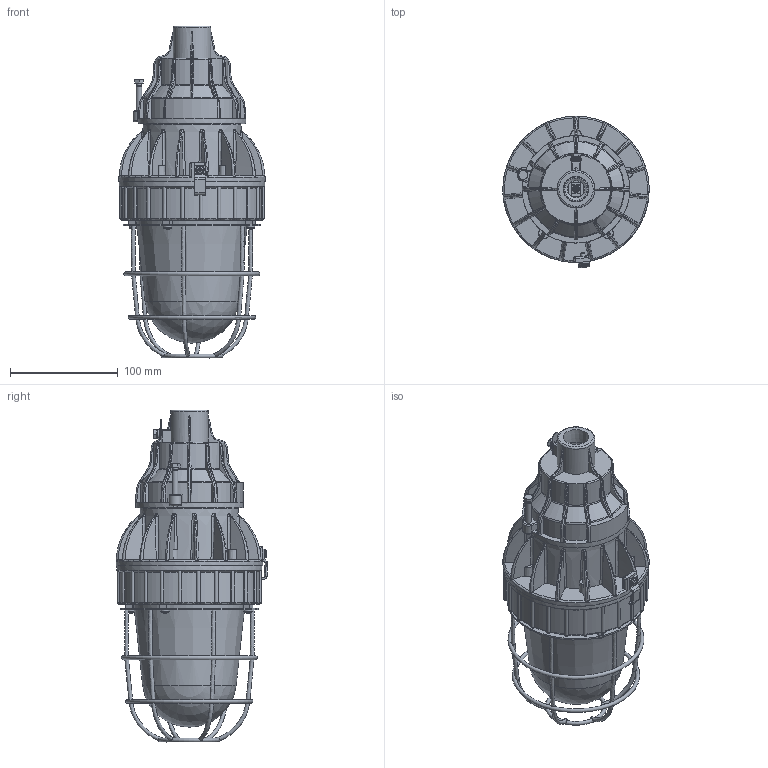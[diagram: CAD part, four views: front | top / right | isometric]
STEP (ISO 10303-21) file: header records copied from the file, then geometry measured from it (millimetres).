
FILE_DESCRIPTION((''),'2;1');
FILE_NAME('СГЖ01-1240С_Т_12DC.stp','2017-04-17T11:35:52',('A.I.Eshenko'),(''),'Autodesk Inventor 2012','Autodesk Inventor 2012','');
FILE_SCHEMA(('AUTOMOTIVE_DESIGN { 1 0 10303 214 1 1 1 1 }'));
Length unit declared in the file: millimetre
Products named in the file (1): СГЖ01-1240С_Т_12DC_Внешний контур_1
Bounding box: 136 x 140.89 x 308.55 mm (x, y, z)
Surface area: 334249.3 mm2 (no closed solid volume)
Topology: 0 solids, 80 shells, 1724 faces, 4098 edges, 2571 vertices
Faces by surface type: plane 696, bspline 461, cylinder 226, cone 183, torus 116, sphere 36, revolution 6
Full cylindrical faces by diameter (mm): 3.2 x13, 3.5 x1, 3.621 x5, 3.9 x4, 4 x6, 4.134 x3, 4.567 x2, 5 x6, 5.1 x1, 5.2 x2, 6 x3, 6.5 x1, 6.7 x2, 9 x2, 9.8 x2, 12 x2, 14 x2, 16 x1, 18.7 x3, 22.631 x1, 23.35 x1, 35 x1, 59 x3, 61.671 x1, 64.5 x1, 79.4 x1, 80 x1, 81.8 x1, 82.7 x1, 85.6 x1
Entity records: 78266 total; most frequent: CARTESIAN_POINT 41612, ORIENTED_EDGE 7814, DIRECTION 5713, EDGE_CURVE 3907, VERTEX_POINT 2497, AXIS2_PLACEMENT_3D 2290, EDGE_LOOP 2064, FACE_OUTER_BOUND 1724
